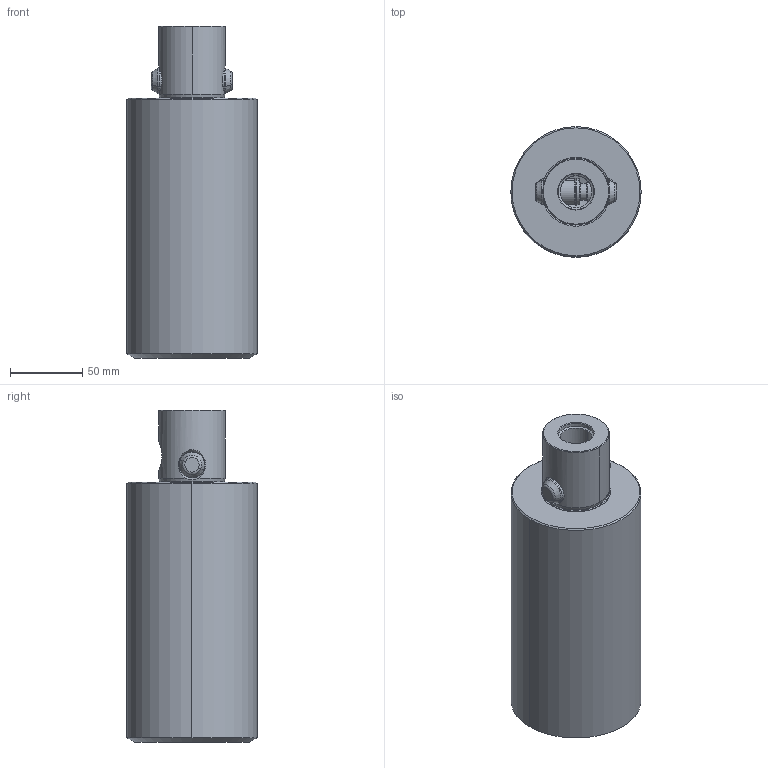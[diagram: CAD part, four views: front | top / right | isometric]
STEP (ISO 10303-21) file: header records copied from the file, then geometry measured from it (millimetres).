
FILE_DESCRIPTION(('no description'),'unknown implementation level');
FILE_NAME('09B39412-5376-4E89-83F4-BBAB43CEFE3C_export.stp',' ',('CIMSOURCE GmbH'),('CADClick - KiM GmbH - www.kimweb.de'),'unknown preprocess','ACIS','unknown authorization');
FILE_SCHEMA(('automotive_design'));
Length unit declared in the file: millimetre
Products named in the file (3): 335.571 Kaiser CKS7 X D90 X 180|335.571 Kaiser CKS7 X D90 X 180_Standard;NONE; 335.571 Kaiser CKS7 X D90 X 180|691.507 Kaiser ETL �18 X 56K_Standard|693.306 Sprengring_Standard;NONE; 335.571 Kaiser CKS7 X D90 X 180|691.507 Kaiser ETL �18 X 56K_Standard|691.527 Mitnehmerbolzen_Standard;NONE
Bounding box: 90.3 x 90.3 x 230 mm (x, y, z)
Volume: 1217459.5 mm3; surface area: 78299 mm2
Topology: 3 solids, 3 shells, 100 faces, 229 edges, 132 vertices
Faces by surface type: cylinder 31, cone 30, torus 26, plane 13
Entity records: 6048 total; most frequent: CARTESIAN_POINT 1095, DIRECTION 541, STYLED_ITEM 460, PRESENTATION_STYLE_ASSIGNMENT 460, COLOUR_RGB 460, ORIENTED_EDGE 450, AXIS2_PLACEMENT_3D 237, EDGE_CURVE 225
